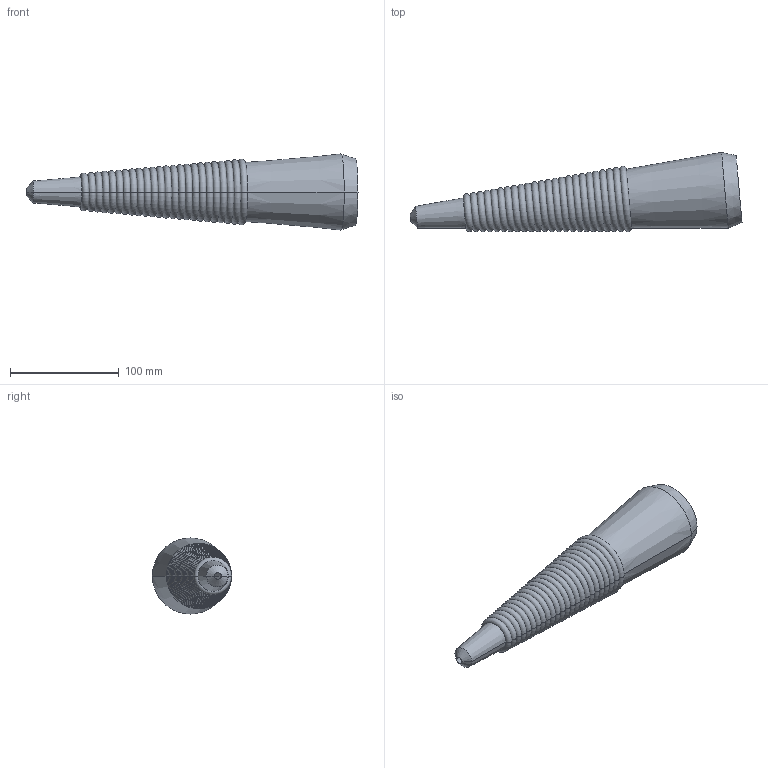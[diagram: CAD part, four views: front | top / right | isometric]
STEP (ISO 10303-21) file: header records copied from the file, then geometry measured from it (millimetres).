
FILE_DESCRIPTION (( 'STEP AP214' ), '1' );
FILE_NAME ('funnel_1.STEP', '2023-09-28T22:20:28', ( '' ), ( '' ), 'SwSTEP 2.0', 'SolidWorks 2023', '' );
FILE_SCHEMA (( 'AUTOMOTIVE_DESIGN' ));
Length unit declared in the file: inch
Products named in the file (1): funnel_1
Bounding box: 305.35 x 72.83 x 69.92 mm (x, y, z)
Volume: 303630 mm3; surface area: 107868.6 mm2
Topology: 1 solids, 1 shells, 148 faces, 296 edges, 148 vertices
Faces by surface type: cone 100, torus 48
Entity records: 3783 total; most frequent: DIRECTION 790, CARTESIAN_POINT 593, ORIENTED_EDGE 592, AXIS2_PLACEMENT_3D 345, EDGE_CURVE 296, CIRCLE 196, FACE_OUTER_BOUND 148, EDGE_LOOP 148
